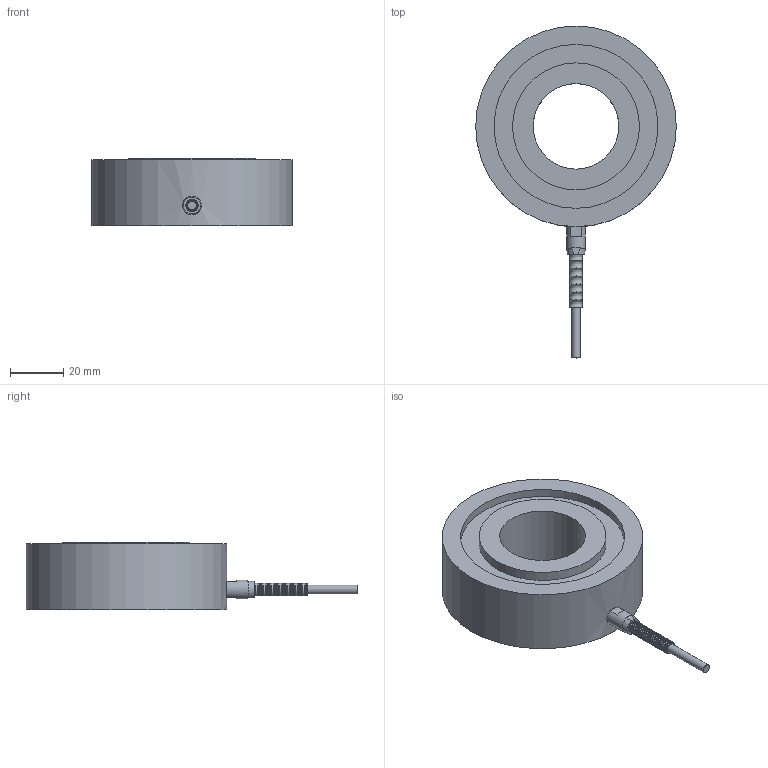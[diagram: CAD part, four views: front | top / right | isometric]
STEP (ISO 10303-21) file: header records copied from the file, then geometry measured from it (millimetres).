
FILE_DESCRIPTION(/* description */ (''),/* implementation_level */ '2;1');
FILE_NAME(/* name */ 'LTH500 1-1-4 ID Cable.stp',/* time_stamp */ '2016-09-23T10:18:50-07:00',/* author */ ('Richard'),/* organization */ (''),/* preprocessor_version */ 'ST-DEVELOPER v15.6',/* originating_system */ 'Autodesk Inventor 2015',/* authorisation */ '');
FILE_SCHEMA (('AUTOMOTIVE_DESIGN { 1 0 10303 214 3 1 1 }'));
Length unit declared in the file: inch
Products named in the file (1): PART1
Bounding box: 75.69 x 125.18 x 25.4 mm (x, y, z)
Volume: 86820.7 mm3; surface area: 18792.9 mm2
Topology: 1 solids, 3 shells, 109 faces, 222 edges, 127 vertices
Faces by surface type: torus 60, plane 26, cylinder 15, cone 8
Full cylindrical faces by diameter (mm): 3.302 x3, 3.937 x1, 4.76 x1, 5.334 x1, 5.555 x1, 5.791 x1, 7.061 x1, 32.258 x1, 45.822 x1, 47.854 x1, 61.824 x1, 63.856 x1, 75.692 x1
Entity records: 2399 total; most frequent: DIRECTION 450, CARTESIAN_POINT 424, ORIENTED_EDGE 262, AXIS2_PLACEMENT_3D 215, EDGE_LOOP 198, EDGE_CURVE 131, VERTEX_POINT 115, FACE_OUTER_BOUND 109
